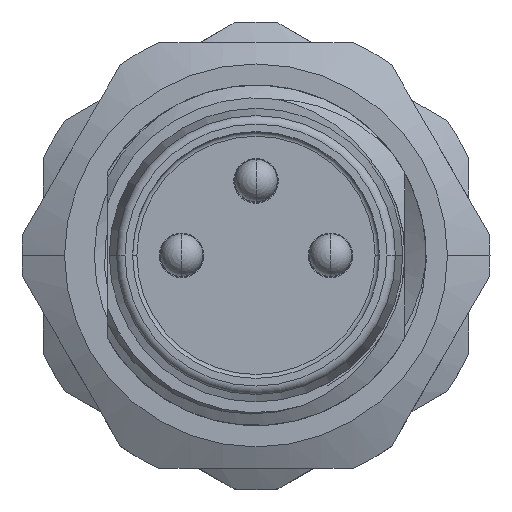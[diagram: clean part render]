
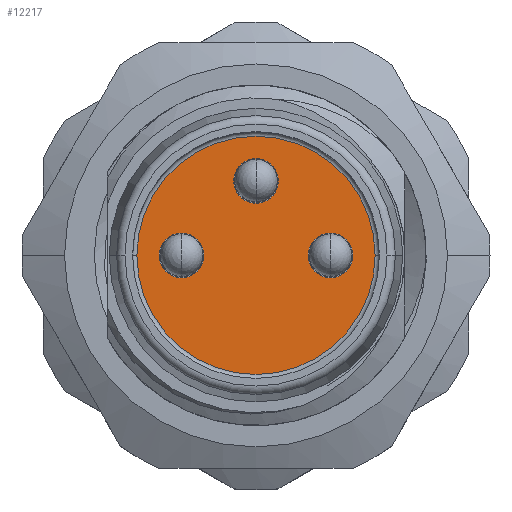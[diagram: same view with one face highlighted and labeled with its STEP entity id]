
A CAD part, top view. The second image highlights one B-rep face of the part: STEP entity #12217.
In plain terms, the highlighted planar face has unit normal (0, 0, 1).
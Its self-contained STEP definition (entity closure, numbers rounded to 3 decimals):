
#10829=CARTESIAN_POINT('',(1.75,0.,7.));
#10830=DIRECTION('',(0.,0.,1.));
#10831=DIRECTION('',(1.,0.,0.));
#10832=AXIS2_PLACEMENT_3D('',#10829,#10830,#10831);
#10834=CARTESIAN_POINT('',(1.75,0.,7.));
#10835=DIRECTION('',(0.,0.,1.));
#10836=DIRECTION('',(-1.,0.,0.));
#10837=AXIS2_PLACEMENT_3D('',#10834,#10835,#10836);
#10839=CARTESIAN_POINT('',(0.,1.75,7.));
#10840=DIRECTION('',(0.,0.,1.));
#10841=DIRECTION('',(1.,0.,0.));
#10842=AXIS2_PLACEMENT_3D('',#10839,#10840,#10841);
#10844=CARTESIAN_POINT('',(0.,1.75,7.));
#10845=DIRECTION('',(0.,0.,1.));
#10846=DIRECTION('',(-1.,0.,0.));
#10847=AXIS2_PLACEMENT_3D('',#10844,#10845,#10846);
#10849=CARTESIAN_POINT('',(-1.75,0.,7.));
#10850=DIRECTION('',(0.,0.,1.));
#10851=DIRECTION('',(1.,0.,0.));
#10852=AXIS2_PLACEMENT_3D('',#10849,#10850,#10851);
#10854=CARTESIAN_POINT('',(-1.75,0.,7.));
#10855=DIRECTION('',(0.,0.,1.));
#10856=DIRECTION('',(-1.,0.,0.));
#10857=AXIS2_PLACEMENT_3D('',#10854,#10855,#10856);
#10859=CARTESIAN_POINT('',(0.,0.,7.));
#10860=DIRECTION('',(0.,0.,-1.));
#10861=DIRECTION('',(-1.,0.,0.));
#10862=AXIS2_PLACEMENT_3D('',#10859,#10860,#10861);
#10864=CARTESIAN_POINT('',(0.,0.,7.));
#10865=DIRECTION('',(0.,0.,-1.));
#10866=DIRECTION('',(1.,0.,0.));
#10867=AXIS2_PLACEMENT_3D('',#10864,#10865,#10866);
#11656=CARTESIAN_POINT('',(2.275,0.,7.));
#11657=CARTESIAN_POINT('',(1.225,0.,7.));
#11658=VERTEX_POINT('',#11656);
#11659=VERTEX_POINT('',#11657);
#11660=CARTESIAN_POINT('',(0.525,1.75,7.));
#11661=CARTESIAN_POINT('',(-0.525,1.75,7.));
#11662=VERTEX_POINT('',#11660);
#11663=VERTEX_POINT('',#11661);
#11664=CARTESIAN_POINT('',(-1.225,0.,7.));
#11665=CARTESIAN_POINT('',(-2.275,0.,7.));
#11666=VERTEX_POINT('',#11664);
#11667=VERTEX_POINT('',#11665);
#11880=CARTESIAN_POINT('',(-2.8,0.,7.));
#11881=CARTESIAN_POINT('',(2.8,0.,7.));
#11882=VERTEX_POINT('',#11880);
#11883=VERTEX_POINT('',#11881);
#12190=CARTESIAN_POINT('',(0.,0.,7.));
#12191=DIRECTION('',(0.,0.,1.));
#12192=DIRECTION('',(1.,0.,0.));
#12193=AXIS2_PLACEMENT_3D('',#12190,#12191,#12192);
#12194=PLANE('',#12193);
#12196=ORIENTED_EDGE('',*,*,#12195,.T.);
#12198=ORIENTED_EDGE('',*,*,#12197,.T.);
#12199=EDGE_LOOP('',(#12196,#12198));
#12200=FACE_OUTER_BOUND('',#12199,.F.);
#12202=ORIENTED_EDGE('',*,*,#12201,.T.);
#12204=ORIENTED_EDGE('',*,*,#12203,.T.);
#12205=EDGE_LOOP('',(#12202,#12204));
#12206=FACE_BOUND('',#12205,.F.);
#12208=ORIENTED_EDGE('',*,*,#12207,.T.);
#12210=ORIENTED_EDGE('',*,*,#12209,.T.);
#12211=EDGE_LOOP('',(#12208,#12210));
#12212=FACE_BOUND('',#12211,.F.);
#12213=ORIENTED_EDGE('',*,*,#12170,.T.);
#12214=ORIENTED_EDGE('',*,*,#12184,.T.);
#12215=EDGE_LOOP('',(#12213,#12214));
#12216=FACE_BOUND('',#12215,.F.);
#10833=CIRCLE('',#10832,0.525);
#10838=CIRCLE('',#10837,0.525);
#10843=CIRCLE('',#10842,0.525);
#10848=CIRCLE('',#10847,0.525);
#10853=CIRCLE('',#10852,0.525);
#10858=CIRCLE('',#10857,0.525);
#10863=CIRCLE('',#10862,2.8);
#10868=CIRCLE('',#10867,2.8);
#12170=EDGE_CURVE('',#11658,#11659,#10833,.T.);
#12184=EDGE_CURVE('',#11659,#11658,#10838,.T.);
#12195=EDGE_CURVE('',#11882,#11883,#10863,.T.);
#12197=EDGE_CURVE('',#11883,#11882,#10868,.T.);
#12201=EDGE_CURVE('',#11662,#11663,#10843,.T.);
#12203=EDGE_CURVE('',#11663,#11662,#10848,.T.);
#12207=EDGE_CURVE('',#11666,#11667,#10853,.T.);
#12209=EDGE_CURVE('',#11667,#11666,#10858,.T.);
#12217=ADVANCED_FACE('',(#12200,#12206,#12212,#12216),#12194,.T.);
